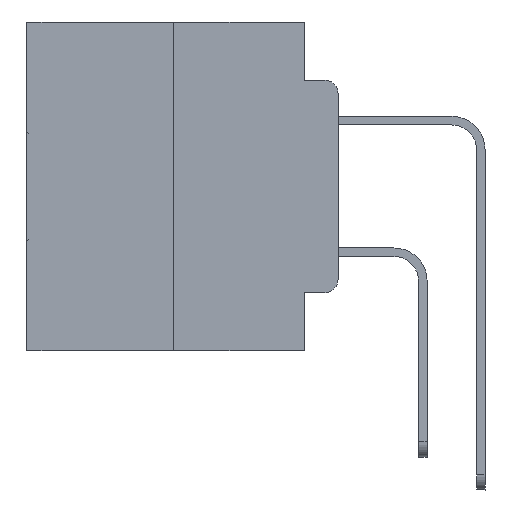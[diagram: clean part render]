
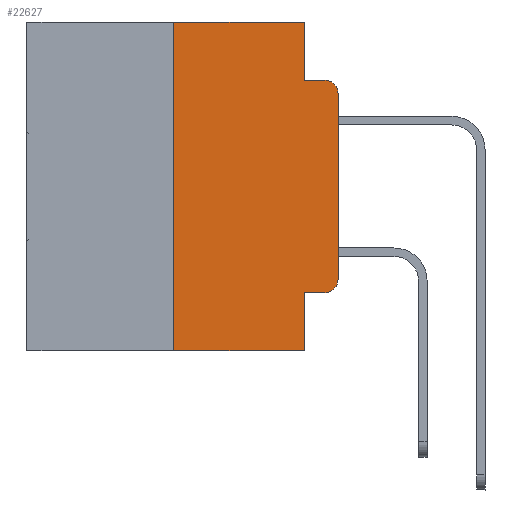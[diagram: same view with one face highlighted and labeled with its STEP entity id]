
A CAD part, left-side view. The second image highlights one B-rep face of the part: STEP entity #22627.
In plain terms, the highlighted planar face has unit normal (-1, 0, 0).
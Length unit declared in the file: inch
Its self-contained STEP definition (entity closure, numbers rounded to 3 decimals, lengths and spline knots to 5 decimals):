
#139 = DIRECTION ( 'NONE',  ( 0., -1., 0. ) ) ;
#193 = EDGE_LOOP ( 'NONE', ( #11180, #10502, #9383, #17469, #232, #29605, #19788, #12305, #30845, #10152 ) ) ;
#220 = VERTEX_POINT ( 'NONE', #7444 ) ;
#232 = ORIENTED_EDGE ( 'NONE', *, *, #7245, .F. ) ;
#864 = EDGE_CURVE ( 'NONE', #20506, #27095, #3762, .T. ) ;
#1013 = CARTESIAN_POINT ( 'NONE',  ( 0., 0.473, 0. ) ) ;
#1151 = CARTESIAN_POINT ( 'NONE',  ( 0., 0.051, -0.0885 ) ) ;
#1838 = VECTOR ( 'NONE', #8412, 39.37008 ) ;
#2652 = CARTESIAN_POINT ( 'NONE',  ( 0., 0.051, 0. ) ) ;
#2690 = LINE ( 'NONE', #12319, #26067 ) ;
#3133 = DIRECTION ( 'NONE',  ( 0., -1., 0. ) ) ;
#3608 = VERTEX_POINT ( 'NONE', #23944 ) ;
#3762 = LINE ( 'NONE', #13233, #22130 ) ;
#4024 = DIRECTION ( 'NONE',  ( 0., -1., 0. ) ) ;
#4228 = VERTEX_POINT ( 'NONE', #1151 ) ;
#4283 = CARTESIAN_POINT ( 'NONE',  ( 0., 0.02, -0.0885 ) ) ;
#6028 = DIRECTION ( 'NONE',  ( -1., 0., 0. ) ) ;
#6050 = EDGE_CURVE ( 'NONE', #4228, #17078, #24900, .T. ) ;
#6256 = CARTESIAN_POINT ( 'NONE',  ( 0., 0., -0.1085 ) ) ;
#7245 = EDGE_CURVE ( 'NONE', #3608, #20711, #21751, .T. ) ;
#7311 = CARTESIAN_POINT ( 'NONE',  ( 0., 0.25, 0. ) ) ;
#7444 = CARTESIAN_POINT ( 'NONE',  ( 0., 0.02, -0.4115 ) ) ;
#8094 = DIRECTION ( 'NONE',  ( 0., 0., -1. ) ) ;
#8323 = DIRECTION ( 'NONE',  ( -1., 0., 0. ) ) ;
#8412 = DIRECTION ( 'NONE',  ( 0., 0., 1. ) ) ;
#8563 = LINE ( 'NONE', #15806, #1838 ) ;
#8598 = EDGE_CURVE ( 'NONE', #29485, #27095, #2690, .T. ) ;
#9383 = ORIENTED_EDGE ( 'NONE', *, *, #6050, .F. ) ;
#9831 = VECTOR ( 'NONE', #3133, 39.37008 ) ;
#10033 = PLANE ( 'NONE',  #19286 ) ;
#10094 = CARTESIAN_POINT ( 'NONE',  ( 0., 0.051, -0.0885 ) ) ;
#10152 = ORIENTED_EDGE ( 'NONE', *, *, #16855, .T. ) ;
#10223 = EDGE_CURVE ( 'NONE', #20711, #4228, #14800, .T. ) ;
#10317 = VECTOR ( 'NONE', #22055, 39.37008 ) ;
#10345 = DIRECTION ( 'NONE',  ( 0., 0., -1. ) ) ;
#10502 = ORIENTED_EDGE ( 'NONE', *, *, #19024, .T. ) ;
#10752 = VECTOR ( 'NONE', #139, 39.37008 ) ;
#10843 = CARTESIAN_POINT ( 'NONE',  ( 0., 0.25, -0.5 ) ) ;
#10963 = AXIS2_PLACEMENT_3D ( 'NONE', #15489, #6028, #8094 ) ;
#10999 = DIRECTION ( 'NONE',  ( 0., 0., -1. ) ) ;
#11180 = ORIENTED_EDGE ( 'NONE', *, *, #27198, .T. ) ;
#11202 = EDGE_CURVE ( 'NONE', #20506, #3608, #28480, .T. ) ;
#12305 = ORIENTED_EDGE ( 'NONE', *, *, #8598, .F. ) ;
#12319 = CARTESIAN_POINT ( 'NONE',  ( 0., 0.051, 0. ) ) ;
#13233 = CARTESIAN_POINT ( 'NONE',  ( 0., 0.473, -0.5 ) ) ;
#14297 = VECTOR ( 'NONE', #26401, 39.37008 ) ;
#14582 = VERTEX_POINT ( 'NONE', #6256 ) ;
#14800 = LINE ( 'NONE', #2652, #10317 ) ;
#15489 = CARTESIAN_POINT ( 'NONE',  ( 0., 0.02, -0.3915 ) ) ;
#15510 = CIRCLE ( 'NONE', #10963, 0.02 ) ;
#15806 = CARTESIAN_POINT ( 'NONE',  ( 0., 0., 0. ) ) ;
#15876 = CARTESIAN_POINT ( 'NONE',  ( 0., 0.02, -0.1085 ) ) ;
#16586 = DIRECTION ( 'NONE',  ( 0., 0., -1. ) ) ;
#16855 = EDGE_CURVE ( 'NONE', #220, #23468, #15510, .T. ) ;
#17078 = VERTEX_POINT ( 'NONE', #4283 ) ;
#17469 = ORIENTED_EDGE ( 'NONE', *, *, #10223, .F. ) ;
#18157 = AXIS2_PLACEMENT_3D ( 'NONE', #15876, #8323, #10999 ) ;
#19024 = EDGE_CURVE ( 'NONE', #14582, #17078, #29720, .T. ) ;
#19286 = AXIS2_PLACEMENT_3D ( 'NONE', #1013, #24525, #10345 ) ;
#19788 = ORIENTED_EDGE ( 'NONE', *, *, #864, .T. ) ;
#20475 = DIRECTION ( 'NONE',  ( 0., -1., 0. ) ) ;
#20506 = VERTEX_POINT ( 'NONE', #10843 ) ;
#20711 = VERTEX_POINT ( 'NONE', #29442 ) ;
#21751 = LINE ( 'NONE', #23970, #10752 ) ;
#22000 = FACE_OUTER_BOUND ( 'NONE', #193, .T. ) ;
#22055 = DIRECTION ( 'NONE',  ( 0., 0., -1. ) ) ;
#22130 = VECTOR ( 'NONE', #20475, 39.37008 ) ;
#22627 = ADVANCED_FACE ( 'NONE', ( #22000 ), #10033, .F. ) ;
#23468 = VERTEX_POINT ( 'NONE', #29920 ) ;
#23944 = CARTESIAN_POINT ( 'NONE',  ( 0., 0.25, 0. ) ) ;
#23970 = CARTESIAN_POINT ( 'NONE',  ( 0., 0.473, 0. ) ) ;
#24085 = CARTESIAN_POINT ( 'NONE',  ( 0., 0.051, -0.4115 ) ) ;
#24525 = DIRECTION ( 'NONE',  ( 1., 0., 0. ) ) ;
#24900 = LINE ( 'NONE', #10094, #9831 ) ;
#26067 = VECTOR ( 'NONE', #16586, 39.37008 ) ;
#26095 = VECTOR ( 'NONE', #4024, 39.37008 ) ;
#26401 = DIRECTION ( 'NONE',  ( 0., 0., 1. ) ) ;
#27095 = VERTEX_POINT ( 'NONE', #29709 ) ;
#27198 = EDGE_CURVE ( 'NONE', #23468, #14582, #8563, .T. ) ;
#28480 = LINE ( 'NONE', #7311, #14297 ) ;
#28485 = CARTESIAN_POINT ( 'NONE',  ( 0., 0.051, -0.4115 ) ) ;
#29442 = CARTESIAN_POINT ( 'NONE',  ( 0., 0.051, 0. ) ) ;
#29485 = VERTEX_POINT ( 'NONE', #24085 ) ;
#29605 = ORIENTED_EDGE ( 'NONE', *, *, #11202, .F. ) ;
#29709 = CARTESIAN_POINT ( 'NONE',  ( 0., 0.051, -0.5 ) ) ;
#29720 = CIRCLE ( 'NONE', #18157, 0.02 ) ;
#29776 = EDGE_CURVE ( 'NONE', #29485, #220, #30664, .T. ) ;
#29920 = CARTESIAN_POINT ( 'NONE',  ( 0., 0., -0.3915 ) ) ;
#30664 = LINE ( 'NONE', #28485, #26095 ) ;
#30845 = ORIENTED_EDGE ( 'NONE', *, *, #29776, .T. ) ;
